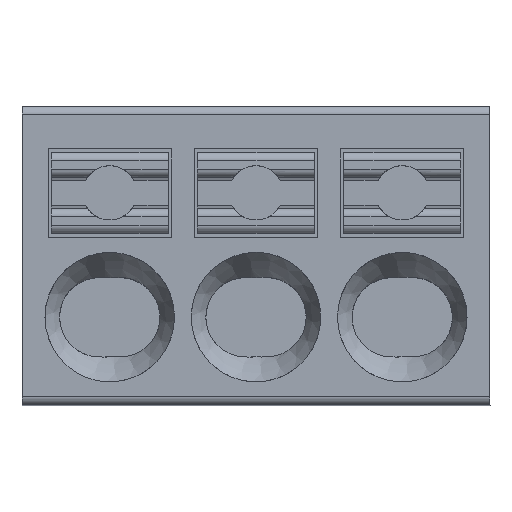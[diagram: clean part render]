
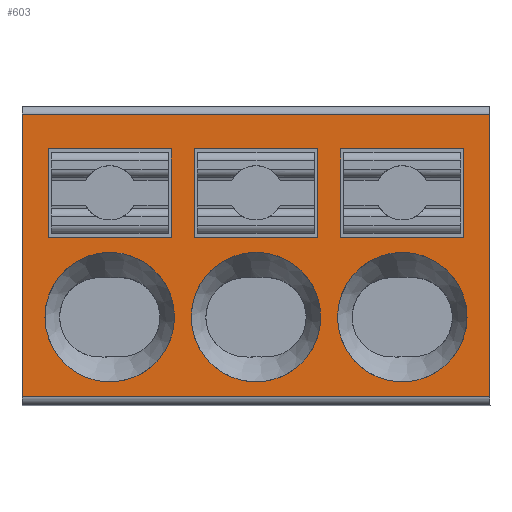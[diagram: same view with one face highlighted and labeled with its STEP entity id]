
A CAD part, top view. The second image highlights one B-rep face of the part: STEP entity #603.
In plain terms, the highlighted planar face has unit normal (0, 0, 1).
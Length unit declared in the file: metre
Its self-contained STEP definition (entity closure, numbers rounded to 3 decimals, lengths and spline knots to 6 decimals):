
#603=ADVANCED_FACE('',(#1347,#1348,#1349,#1350,#1351,#1352,#1353),#1354,.T.);
#1347=FACE_BOUND('',#2239,.T.);
#1348=FACE_BOUND('',#2240,.T.);
#1349=FACE_BOUND('',#2241,.T.);
#1350=FACE_BOUND('',#2242,.T.);
#1351=FACE_OUTER_BOUND('',#2243,.T.);
#1352=FACE_BOUND('',#2244,.T.);
#1353=FACE_BOUND('',#2245,.T.);
#1354=PLANE('',#2246);
#2239=EDGE_LOOP('',(#3988));
#2240=EDGE_LOOP('',(#3989,#3990,#3991,#3992));
#2241=EDGE_LOOP('',(#3993));
#2242=EDGE_LOOP('',(#3994,#3995,#3996,#3997));
#2243=EDGE_LOOP('',(#3998,#3999,#4000,#4001));
#2244=EDGE_LOOP('',(#4002));
#2245=EDGE_LOOP('',(#4003,#4004,#4005,#4006));
#2246=AXIS2_PLACEMENT_3D('',#4007,#4008,#4009);
#3988=ORIENTED_EDGE('',*,*,#5848,.T.);
#3989=ORIENTED_EDGE('',*,*,#5679,.F.);
#3990=ORIENTED_EDGE('',*,*,#5849,.F.);
#3991=ORIENTED_EDGE('',*,*,#5247,.F.);
#3992=ORIENTED_EDGE('',*,*,#5850,.F.);
#3993=ORIENTED_EDGE('',*,*,#5851,.T.);
#3994=ORIENTED_EDGE('',*,*,#5852,.F.);
#3995=ORIENTED_EDGE('',*,*,#5192,.F.);
#3996=ORIENTED_EDGE('',*,*,#5479,.F.);
#3997=ORIENTED_EDGE('',*,*,#5853,.F.);
#3998=ORIENTED_EDGE('',*,*,#5746,.T.);
#3999=ORIENTED_EDGE('',*,*,#5643,.F.);
#4000=ORIENTED_EDGE('',*,*,#5250,.F.);
#4001=ORIENTED_EDGE('',*,*,#5840,.T.);
#4002=ORIENTED_EDGE('',*,*,#5468,.T.);
#4003=ORIENTED_EDGE('',*,*,#5685,.F.);
#4004=ORIENTED_EDGE('',*,*,#5854,.F.);
#4005=ORIENTED_EDGE('',*,*,#5855,.F.);
#4006=ORIENTED_EDGE('',*,*,#5856,.F.);
#4007=CARTESIAN_POINT('',(0.007,-0.0001,0.0));
#4008=DIRECTION('',(0.,0.,1.0));
#4009=DIRECTION('',(1.0,0.,0.));
#5192=EDGE_CURVE('',#6172,#6174,#6175,.T.);
#5247=EDGE_CURVE('',#6269,#6271,#6272,.T.);
#5250=EDGE_CURVE('',#6275,#6276,#6277,.T.);
#5468=EDGE_CURVE('',#6640,#6640,#6641,.T.);
#5479=EDGE_CURVE('',#6658,#6172,#6660,.T.);
#5643=EDGE_CURVE('',#6276,#6911,#6925,.T.);
#5679=EDGE_CURVE('',#6980,#6982,#6983,.T.);
#5685=EDGE_CURVE('',#6988,#6990,#6991,.T.);
#5746=EDGE_CURVE('',#7083,#6911,#7084,.T.);
#5840=EDGE_CURVE('',#6275,#7083,#7207,.T.);
#5848=EDGE_CURVE('',#7217,#7217,#7218,.T.);
#5849=EDGE_CURVE('',#6271,#6980,#7219,.T.);
#5850=EDGE_CURVE('',#6982,#6269,#7220,.T.);
#5851=EDGE_CURVE('',#7221,#7221,#7222,.T.);
#5852=EDGE_CURVE('',#6174,#7223,#7224,.T.);
#5853=EDGE_CURVE('',#7223,#6658,#7225,.T.);
#5854=EDGE_CURVE('',#7226,#6988,#7227,.T.);
#5855=EDGE_CURVE('',#7228,#7226,#7229,.T.);
#5856=EDGE_CURVE('',#6990,#7228,#7230,.T.);
#6172=VERTEX_POINT('',#7610);
#6174=VERTEX_POINT('',#7613);
#6175=LINE('',#7614,#7615);
#6269=VERTEX_POINT('',#7766);
#6271=VERTEX_POINT('',#7769);
#6272=LINE('',#7770,#7771);
#6275=VERTEX_POINT('',#7775);
#6276=VERTEX_POINT('',#7776);
#6277=LINE('',#7777,#7778);
#6640=VERTEX_POINT('',#8446);
#6641=CIRCLE('',#8447,0.00155);
#6658=VERTEX_POINT('',#8475);
#6660=LINE('',#8478,#8479);
#6911=VERTEX_POINT('',#8836);
#6925=LINE('',#8855,#8856);
#6980=VERTEX_POINT('',#8937);
#6982=VERTEX_POINT('',#8940);
#6983=LINE('',#8941,#8942);
#6988=VERTEX_POINT('',#8948);
#6990=VERTEX_POINT('',#8951);
#6991=LINE('',#8952,#8953);
#7083=VERTEX_POINT('',#9091);
#7084=LINE('',#9092,#9093);
#7207=LINE('',#9297,#9298);
#7217=VERTEX_POINT('',#9312);
#7218=CIRCLE('',#9313,0.00155);
#7219=LINE('',#9314,#9315);
#7220=LINE('',#9316,#9317);
#7221=VERTEX_POINT('',#9318);
#7222=CIRCLE('',#9319,0.00155);
#7223=VERTEX_POINT('',#9320);
#7224=LINE('',#9321,#9322);
#7225=LINE('',#9323,#9324);
#7226=VERTEX_POINT('',#9325);
#7227=LINE('',#9326,#9327);
#7228=VERTEX_POINT('',#9328);
#7229=LINE('',#9329,#9330);
#7230=LINE('',#9331,#9332);
#7610=CARTESIAN_POINT('',(0.000625,0.005925,0.));
#7613=CARTESIAN_POINT('',(0.000625,0.0038,0.));
#7614=CARTESIAN_POINT('',(0.000625,0.0038,0.));
#7615=VECTOR('',#9850,1.0);
#7766=CARTESIAN_POINT('',(0.004125,0.005925,0.));
#7769=CARTESIAN_POINT('',(0.004125,0.0038,0.));
#7770=CARTESIAN_POINT('',(0.004125,0.0038,0.));
#7771=VECTOR('',#9915,1.0);
#7775=CARTESIAN_POINT('',(0.,0.00675,0.));
#7776=CARTESIAN_POINT('',(0.0112,0.00675,0.));
#7777=CARTESIAN_POINT('',(0.007,0.00675,0.));
#7778=VECTOR('',#9917,1.0);
#8446=CARTESIAN_POINT('',(0.0091,0.00345,0.));
#8447=AXIS2_PLACEMENT_3D('',#10139,#10140,#10141);
#8475=CARTESIAN_POINT('',(0.003575,0.005925,0.));
#8478=CARTESIAN_POINT('',(0.000625,0.005925,0.));
#8479=VECTOR('',#10156,1.0);
#8836=CARTESIAN_POINT('',(0.0112,0.,0.));
#8855=CARTESIAN_POINT('',(0.0112,-0.0001,0.));
#8856=VECTOR('',#10339,1.0);
#8937=CARTESIAN_POINT('',(0.007075,0.0038,0.));
#8940=CARTESIAN_POINT('',(0.007075,0.005925,0.));
#8941=CARTESIAN_POINT('',(0.007075,0.005925,0.));
#8942=VECTOR('',#10373,1.0);
#8948=CARTESIAN_POINT('',(0.010575,0.0038,0.));
#8951=CARTESIAN_POINT('',(0.010575,0.005925,0.));
#8952=CARTESIAN_POINT('',(0.010575,0.005925,0.));
#8953=VECTOR('',#10379,1.0);
#9091=CARTESIAN_POINT('',(0.0,0.,0.0));
#9092=CARTESIAN_POINT('',(0.007,0.0,0.0));
#9093=VECTOR('',#10446,1.0);
#9297=CARTESIAN_POINT('',(0.0,-0.0001,0.0));
#9298=VECTOR('',#10526,1.0);
#9312=CARTESIAN_POINT('',(0.0056,0.00345,0.));
#9313=AXIS2_PLACEMENT_3D('',#10534,#10535,#10536);
#9314=CARTESIAN_POINT('',(0.007075,0.0038,0.));
#9315=VECTOR('',#10537,1.0);
#9316=CARTESIAN_POINT('',(0.004125,0.005925,0.));
#9317=VECTOR('',#10538,1.0);
#9318=CARTESIAN_POINT('',(0.0021,0.00345,0.));
#9319=AXIS2_PLACEMENT_3D('',#10539,#10540,#10541);
#9320=CARTESIAN_POINT('',(0.003575,0.0038,0.));
#9321=CARTESIAN_POINT('',(0.003575,0.0038,0.));
#9322=VECTOR('',#10542,1.0);
#9323=CARTESIAN_POINT('',(0.003575,0.005925,0.));
#9324=VECTOR('',#10543,1.0);
#9325=CARTESIAN_POINT('',(0.007625,0.0038,0.));
#9326=CARTESIAN_POINT('',(0.010575,0.0038,0.));
#9327=VECTOR('',#10544,1.0);
#9328=CARTESIAN_POINT('',(0.007625,0.005925,0.));
#9329=CARTESIAN_POINT('',(0.007625,0.0038,0.));
#9330=VECTOR('',#10545,1.0);
#9331=CARTESIAN_POINT('',(0.007625,0.005925,0.));
#9332=VECTOR('',#10546,1.0);
#9850=DIRECTION('',(0.,-1.0,0.));
#9915=DIRECTION('',(0.,-1.0,0.));
#9917=DIRECTION('',(1.0,0.,0.));
#10139=CARTESIAN_POINT('',(0.0091,0.0019,0.));
#10140=DIRECTION('',(0.,0.,-1.0));
#10141=DIRECTION('',(0.,1.0,0.));
#10156=DIRECTION('',(-1.0,0.,0.));
#10339=DIRECTION('',(0.,-1.0,0.));
#10373=DIRECTION('',(0.,1.0,0.));
#10379=DIRECTION('',(0.,1.0,0.));
#10446=DIRECTION('',(1.0,0.,0.));
#10526=DIRECTION('',(0.,-1.0,0.));
#10534=CARTESIAN_POINT('',(0.0056,0.0019,0.));
#10535=DIRECTION('',(0.,0.,-1.0));
#10536=DIRECTION('',(0.,1.0,0.));
#10537=DIRECTION('',(1.0,0.,0.));
#10538=DIRECTION('',(-1.0,0.,0.));
#10539=CARTESIAN_POINT('',(0.0021,0.0019,0.));
#10540=DIRECTION('',(0.,0.,-1.0));
#10541=DIRECTION('',(0.,1.0,0.));
#10542=DIRECTION('',(1.0,0.,0.));
#10543=DIRECTION('',(0.,1.0,0.));
#10544=DIRECTION('',(1.0,0.,0.));
#10545=DIRECTION('',(0.,-1.0,0.));
#10546=DIRECTION('',(-1.0,0.,0.));
